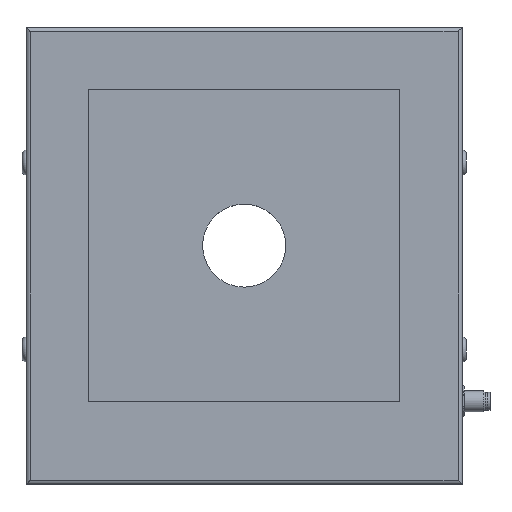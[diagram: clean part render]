
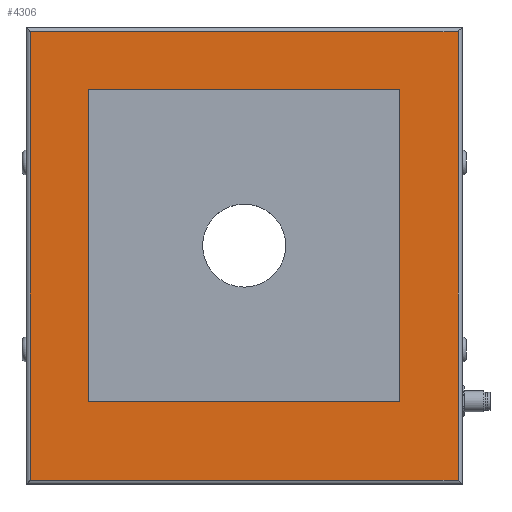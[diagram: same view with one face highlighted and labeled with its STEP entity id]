
A CAD part, top view. The second image highlights one B-rep face of the part: STEP entity #4306.
In plain terms, the highlighted planar face has unit normal (0, 0, 1).
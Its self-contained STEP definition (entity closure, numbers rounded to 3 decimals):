
#1887=VECTOR('',#3362,1.);
#1888=VECTOR('',#3369,1.);
#1889=VECTOR('',#3370,1.);
#1890=VECTOR('',#3371,1.);
#1891=VECTOR('',#3372,1.);
#1892=VECTOR('',#3373,1.);
#1893=VECTOR('',#3374,1.);
#1894=VECTOR('',#3375,1.);
#1949=LINE('',#3909,#1887);
#1950=LINE('',#3914,#1888);
#1951=LINE('',#3916,#1889);
#1952=LINE('',#3917,#1890);
#1953=LINE('',#3920,#1891);
#1954=LINE('',#3922,#1892);
#1955=LINE('',#3924,#1893);
#1956=LINE('',#3925,#1894);
#1995=PLANE('',#4163);
#2280=ORIENTED_EDGE('',*,*,#2723,.T.);
#2281=ORIENTED_EDGE('',*,*,#2726,.T.);
#2282=ORIENTED_EDGE('',*,*,#2727,.T.);
#2283=ORIENTED_EDGE('',*,*,#2728,.T.);
#2284=ORIENTED_EDGE('',*,*,#2729,.T.);
#2285=ORIENTED_EDGE('',*,*,#2730,.T.);
#2286=ORIENTED_EDGE('',*,*,#2731,.T.);
#2287=ORIENTED_EDGE('',*,*,#2732,.T.);
#2560=VERTEX_POINT('',#3907);
#2561=VERTEX_POINT('',#3908);
#2562=VERTEX_POINT('',#3913);
#2563=VERTEX_POINT('',#3915);
#2564=VERTEX_POINT('',#3918);
#2565=VERTEX_POINT('',#3919);
#2566=VERTEX_POINT('',#3921);
#2567=VERTEX_POINT('',#3923);
#2723=EDGE_CURVE('',#2560,#2561,#1949,.T.);
#2726=EDGE_CURVE('',#2561,#2562,#1950,.T.);
#2727=EDGE_CURVE('',#2562,#2563,#1951,.T.);
#2728=EDGE_CURVE('',#2563,#2560,#1952,.T.);
#2729=EDGE_CURVE('',#2564,#2565,#1953,.T.);
#2730=EDGE_CURVE('',#2565,#2566,#1954,.T.);
#2731=EDGE_CURVE('',#2566,#2567,#1955,.T.);
#2732=EDGE_CURVE('',#2567,#2564,#1956,.T.);
#2858=EDGE_LOOP('',(#2280,#2281,#2282,#2283));
#2859=EDGE_LOOP('',(#2284,#2285,#2286,#2287));
#3006=FACE_BOUND('',#2858,.T.);
#3007=FACE_BOUND('',#2859,.T.);
#3362=DIRECTION('',(-103.,0.,0.));
#3367=DIRECTION('',(0.,0.,1.));
#3368=DIRECTION('',(0.,-1.,0.));
#3369=DIRECTION('',(0.,-108.,0.));
#3370=DIRECTION('',(103.,0.,0.));
#3371=DIRECTION('',(0.,108.,0.));
#3372=DIRECTION('',(0.,75.,0.));
#3373=DIRECTION('',(75.,0.,0.));
#3374=DIRECTION('',(0.,-75.,0.));
#3375=DIRECTION('',(-75.,0.,0.));
#3907=CARTESIAN_POINT('',(104.,109.,10.));
#3908=CARTESIAN_POINT('',(1.,109.,10.));
#3909=CARTESIAN_POINT('',(104.,109.,10.));
#3912=CARTESIAN_POINT('',(104.,109.,10.));
#3913=CARTESIAN_POINT('',(1.,1.,10.));
#3914=CARTESIAN_POINT('',(1.,109.,10.));
#3915=CARTESIAN_POINT('',(104.,1.,10.));
#3916=CARTESIAN_POINT('',(1.,1.,10.));
#3917=CARTESIAN_POINT('',(104.,1.,10.));
#3918=CARTESIAN_POINT('',(15.,15.,10.));
#3919=CARTESIAN_POINT('',(15.,90.,10.));
#3920=CARTESIAN_POINT('',(15.,15.,10.));
#3921=CARTESIAN_POINT('',(90.,90.,10.));
#3922=CARTESIAN_POINT('',(15.,90.,10.));
#3923=CARTESIAN_POINT('',(90.,15.,10.));
#3924=CARTESIAN_POINT('',(90.,90.,10.));
#3925=CARTESIAN_POINT('',(90.,15.,10.));
#4163=AXIS2_PLACEMENT_3D('',#3912,#3367,#3368);
#4306=ADVANCED_FACE('',(#3006,#3007),#1995,.T.);
